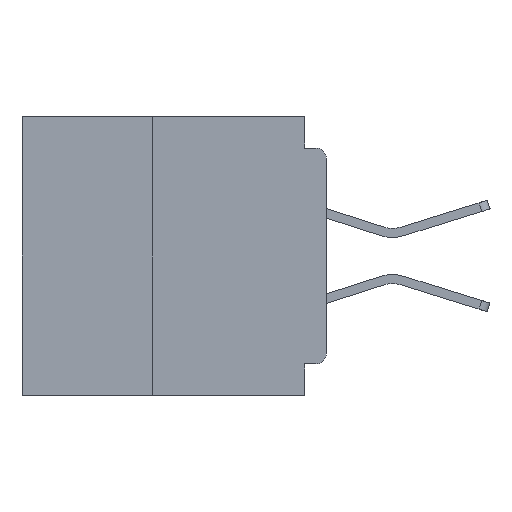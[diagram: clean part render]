
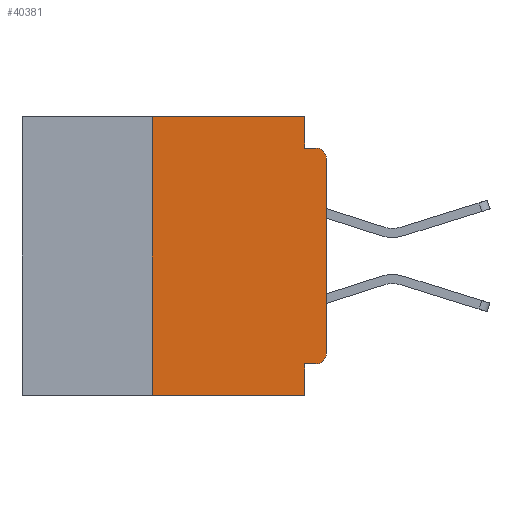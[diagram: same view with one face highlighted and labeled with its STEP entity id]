
A CAD part, left-side view. The second image highlights one B-rep face of the part: STEP entity #40381.
In plain terms, the highlighted planar face has unit normal (-1, 0, 0).
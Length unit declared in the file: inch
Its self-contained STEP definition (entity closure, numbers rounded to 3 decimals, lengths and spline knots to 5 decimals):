
#330 = AXIS2_PLACEMENT_3D ( 'NONE', #20551, #48010, #24558 ) ;
#1092 = VECTOR ( 'NONE', #15800, 39.37008 ) ;
#1170 = DIRECTION ( 'NONE',  ( 0., 0., -1. ) ) ;
#2198 = CARTESIAN_POINT ( 'NONE',  ( 0., 0., -0.355 ) ) ;
#2946 = VERTEX_POINT ( 'NONE', #49787 ) ;
#3385 = ORIENTED_EDGE ( 'NONE', *, *, #43884, .F. ) ;
#3561 = CARTESIAN_POINT ( 'NONE',  ( 0., 0.25, 0. ) ) ;
#3823 = ORIENTED_EDGE ( 'NONE', *, *, #37411, .T. ) ;
#4390 = CARTESIAN_POINT ( 'NONE',  ( 0., 0.015, -0.06 ) ) ;
#4910 = ORIENTED_EDGE ( 'NONE', *, *, #33430, .T. ) ;
#5231 = VERTEX_POINT ( 'NONE', #21106 ) ;
#5522 = DIRECTION ( 'NONE',  ( 0., -1., 0. ) ) ;
#5955 = VECTOR ( 'NONE', #6173, 39.37008 ) ;
#6173 = DIRECTION ( 'NONE',  ( 0., 1., 0. ) ) ;
#7140 = EDGE_CURVE ( 'NONE', #47391, #46666, #36259, .T. ) ;
#8308 = DIRECTION ( 'NONE',  ( 0., 0., 1. ) ) ;
#8366 = DIRECTION ( 'NONE',  ( 0., 0., -1. ) ) ;
#9153 = LINE ( 'NONE', #35560, #1092 ) ;
#12814 = CARTESIAN_POINT ( 'NONE',  ( 0., 0., -0.06 ) ) ;
#12959 = DIRECTION ( 'NONE',  ( 0., 0., 1. ) ) ;
#14090 = CARTESIAN_POINT ( 'NONE',  ( 0., 0.031, 0. ) ) ;
#15087 = VECTOR ( 'NONE', #5522, 39.37008 ) ;
#15517 = AXIS2_PLACEMENT_3D ( 'NONE', #4390, #32099, #8366 ) ;
#15533 = VERTEX_POINT ( 'NONE', #3561 ) ;
#15800 = DIRECTION ( 'NONE',  ( 0., -1., 0. ) ) ;
#17704 = LINE ( 'NONE', #2198, #5955 ) ;
#18896 = LINE ( 'NONE', #43528, #38655 ) ;
#19913 = VERTEX_POINT ( 'NONE', #21958 ) ;
#20248 = ORIENTED_EDGE ( 'NONE', *, *, #38854, .F. ) ;
#20317 = ORIENTED_EDGE ( 'NONE', *, *, #35832, .F. ) ;
#20551 = CARTESIAN_POINT ( 'NONE',  ( 0., 0.015, -0.34 ) ) ;
#21106 = CARTESIAN_POINT ( 'NONE',  ( 0., 0.031, -0.4 ) ) ;
#21502 = ORIENTED_EDGE ( 'NONE', *, *, #22025, .F. ) ;
#21958 = CARTESIAN_POINT ( 'NONE',  ( 0., 0.031, -0.045 ) ) ;
#22009 = CARTESIAN_POINT ( 'NONE',  ( 0., 0.015, -0.355 ) ) ;
#22025 = EDGE_CURVE ( 'NONE', #49271, #45351, #17704, .T. ) ;
#22576 = CARTESIAN_POINT ( 'NONE',  ( 0., 0.25, -0.4 ) ) ;
#23297 = CARTESIAN_POINT ( 'NONE',  ( 0., 0.031, -0.355 ) ) ;
#23433 = EDGE_LOOP ( 'NONE', ( #49521, #4910, #20317, #46517, #48144, #3385, #3823, #20248, #21502, #31015 ) ) ;
#24333 = VECTOR ( 'NONE', #50776, 39.37008 ) ;
#24420 = VECTOR ( 'NONE', #12959, 39.37008 ) ;
#24558 = DIRECTION ( 'NONE',  ( 0., 0., -1. ) ) ;
#24955 = DIRECTION ( 'NONE',  ( 1., 0., 0. ) ) ;
#25665 = LINE ( 'NONE', #33214, #15087 ) ;
#25804 = VECTOR ( 'NONE', #8308, 39.37008 ) ;
#26568 = CIRCLE ( 'NONE', #15517, 0.015 ) ;
#27992 = FACE_OUTER_BOUND ( 'NONE', #23433, .T. ) ;
#28869 = VECTOR ( 'NONE', #35293, 39.37008 ) ;
#30094 = LINE ( 'NONE', #31350, #28869 ) ;
#30671 = VERTEX_POINT ( 'NONE', #22576 ) ;
#31015 = ORIENTED_EDGE ( 'NONE', *, *, #36303, .T. ) ;
#31350 = CARTESIAN_POINT ( 'NONE',  ( 0., 0.031, 0. ) ) ;
#32099 = DIRECTION ( 'NONE',  ( -1., 0., 0. ) ) ;
#33214 = CARTESIAN_POINT ( 'NONE',  ( 0., 0., -0.045 ) ) ;
#33358 = EDGE_CURVE ( 'NONE', #15533, #36582, #9153, .T. ) ;
#33430 = EDGE_CURVE ( 'NONE', #46666, #2946, #26568, .T. ) ;
#33752 = CARTESIAN_POINT ( 'NONE',  ( 0., 0., -0.34 ) ) ;
#34895 = LINE ( 'NONE', #44385, #24420 ) ;
#35293 = DIRECTION ( 'NONE',  ( 0., 0., -1. ) ) ;
#35560 = CARTESIAN_POINT ( 'NONE',  ( 0., 0.437, 0. ) ) ;
#35812 = CARTESIAN_POINT ( 'NONE',  ( 0., 0., 0. ) ) ;
#35832 = EDGE_CURVE ( 'NONE', #19913, #2946, #25665, .T. ) ;
#36259 = LINE ( 'NONE', #35812, #25804 ) ;
#36303 = EDGE_CURVE ( 'NONE', #49271, #47391, #45233, .T. ) ;
#36582 = VERTEX_POINT ( 'NONE', #14090 ) ;
#36924 = AXIS2_PLACEMENT_3D ( 'NONE', #48412, #24955, #1170 ) ;
#37411 = EDGE_CURVE ( 'NONE', #30671, #5231, #18896, .T. ) ;
#38655 = VECTOR ( 'NONE', #47409, 39.37008 ) ;
#38854 = EDGE_CURVE ( 'NONE', #45351, #5231, #45197, .T. ) ;
#40381 = ADVANCED_FACE ( 'NONE', ( #27992 ), #40596, .F. ) ;
#40596 = PLANE ( 'NONE',  #36924 ) ;
#43528 = CARTESIAN_POINT ( 'NONE',  ( 0., 0.437, -0.4 ) ) ;
#43884 = EDGE_CURVE ( 'NONE', #30671, #15533, #34895, .T. ) ;
#44385 = CARTESIAN_POINT ( 'NONE',  ( 0., 0.25, -0.4 ) ) ;
#45197 = LINE ( 'NONE', #46870, #24333 ) ;
#45233 = CIRCLE ( 'NONE', #330, 0.015 ) ;
#45351 = VERTEX_POINT ( 'NONE', #23297 ) ;
#46517 = ORIENTED_EDGE ( 'NONE', *, *, #50270, .F. ) ;
#46666 = VERTEX_POINT ( 'NONE', #12814 ) ;
#46870 = CARTESIAN_POINT ( 'NONE',  ( 0., 0.031, -0.4 ) ) ;
#47391 = VERTEX_POINT ( 'NONE', #33752 ) ;
#47409 = DIRECTION ( 'NONE',  ( 0., -1., 0. ) ) ;
#48010 = DIRECTION ( 'NONE',  ( -1., 0., 0. ) ) ;
#48144 = ORIENTED_EDGE ( 'NONE', *, *, #33358, .F. ) ;
#48412 = CARTESIAN_POINT ( 'NONE',  ( 0., 0.437, 0. ) ) ;
#49271 = VERTEX_POINT ( 'NONE', #22009 ) ;
#49521 = ORIENTED_EDGE ( 'NONE', *, *, #7140, .T. ) ;
#49787 = CARTESIAN_POINT ( 'NONE',  ( 0., 0.015, -0.045 ) ) ;
#50270 = EDGE_CURVE ( 'NONE', #36582, #19913, #30094, .T. ) ;
#50776 = DIRECTION ( 'NONE',  ( 0., 0., -1. ) ) ;
